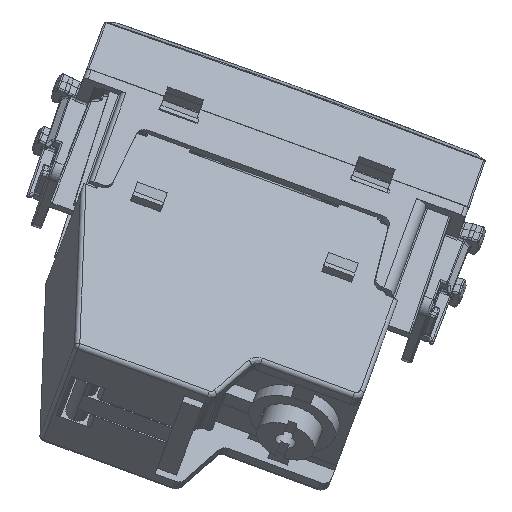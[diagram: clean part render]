
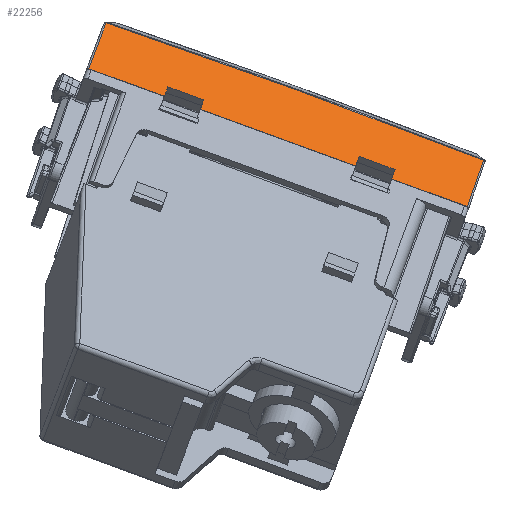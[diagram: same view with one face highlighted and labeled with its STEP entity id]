
A CAD part, left-side view. The second image highlights one B-rep face of the part: STEP entity #22256.
In plain terms, the highlighted face is planar.
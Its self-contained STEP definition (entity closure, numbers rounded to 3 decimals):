
#17652=CARTESIAN_POINT('Line Origine',(17.805,-11.175,1.275)) ;
#17656=CARTESIAN_POINT('Vertex',(13.361,-11.175,1.275)) ;
#17658=CARTESIAN_POINT('Vertex',(22.25,-11.175,1.275)) ;
#17717=CARTESIAN_POINT('Vertex',(9.139,-11.163,2.611)) ;
#17732=CARTESIAN_POINT('Vertex',(13.361,-11.163,2.611)) ;
#17735=CARTESIAN_POINT('Line Origine',(0.029,-11.163,2.611)) ;
#17765=CARTESIAN_POINT('Vertex',(-13.361,-11.175,1.275)) ;
#17768=CARTESIAN_POINT('Line Origine',(-17.805,-11.175,1.275)) ;
#17772=CARTESIAN_POINT('Vertex',(-22.25,-11.175,1.275)) ;
#17814=CARTESIAN_POINT('Vertex',(-9.139,-11.163,2.611)) ;
#17817=CARTESIAN_POINT('Line Origine',(0.029,-11.163,2.611)) ;
#17821=CARTESIAN_POINT('Vertex',(-13.361,-11.163,2.611)) ;
#17855=CARTESIAN_POINT('Vertex',(9.139,-11.175,1.275)) ;
#17858=CARTESIAN_POINT('Line Origine',(0.,-11.175,1.275)) ;
#17862=CARTESIAN_POINT('Vertex',(-9.139,-11.175,1.275)) ;
#20963=CARTESIAN_POINT('Control Point',(-9.139,-11.175,1.275)) ;
#20964=CARTESIAN_POINT('Control Point',(-9.139,-11.163,2.611)) ;
#21008=CARTESIAN_POINT('Control Point',(-13.361,-11.175,1.275)) ;
#21009=CARTESIAN_POINT('Control Point',(-13.361,-11.163,2.611)) ;
#21087=CARTESIAN_POINT('Control Point',(9.139,-11.175,1.275)) ;
#21088=CARTESIAN_POINT('Control Point',(9.139,-11.163,2.611)) ;
#21116=CARTESIAN_POINT('Control Point',(13.361,-11.175,1.275)) ;
#21117=CARTESIAN_POINT('Control Point',(13.361,-11.163,2.611)) ;
#21818=CARTESIAN_POINT('Line Origine',(-22.259,-11.184,0.275)) ;
#21822=CARTESIAN_POINT('Vertex',(-22.193,-11.118,7.793)) ;
#21987=CARTESIAN_POINT('Line Origine',(22.259,-11.184,0.275)) ;
#21991=CARTESIAN_POINT('Vertex',(22.193,-11.118,7.793)) ;
#22217=CARTESIAN_POINT('Axis2P3D Location',(0.,-11.175,1.275)) ;
#22223=CARTESIAN_POINT('Control Point',(22.193,-11.118,7.793)) ;
#22224=CARTESIAN_POINT('Control Point',(22.189,-11.118,7.797)) ;
#22225=CARTESIAN_POINT('Vertex',(22.189,-11.118,7.797)) ;
#22229=CARTESIAN_POINT('Control Point',(-22.189,-11.118,7.797)) ;
#22230=CARTESIAN_POINT('Control Point',(-7.4,-11.115,8.191)) ;
#22231=CARTESIAN_POINT('Control Point',(7.4,-11.115,8.191)) ;
#22232=CARTESIAN_POINT('Control Point',(22.189,-11.118,7.797)) ;
#22233=CARTESIAN_POINT('Vertex',(-22.189,-11.118,7.797)) ;
#22237=CARTESIAN_POINT('Control Point',(-22.189,-11.118,7.797)) ;
#22238=CARTESIAN_POINT('Control Point',(-22.193,-11.118,7.793)) ;
#17653=DIRECTION('Vector Direction',(-1.,0.,0.)) ;
#17736=DIRECTION('Vector Direction',(-1.,0.,0.)) ;
#17769=DIRECTION('Vector Direction',(-1.,0.,0.)) ;
#17818=DIRECTION('Vector Direction',(-1.,0.,0.)) ;
#17859=DIRECTION('Vector Direction',(-1.,0.,0.)) ;
#21819=DIRECTION('Vector Direction',(0.009,0.009,1.)) ;
#21988=DIRECTION('Vector Direction',(-0.009,0.009,1.)) ;
#22218=DIRECTION('Axis2P3D Direction',(0.,-1.,0.009)) ;
#22219=DIRECTION('Axis2P3D XDirection',(-1.,0.,0.)) ;
#22220=AXIS2_PLACEMENT_3D('Plane Axis2P3D',#22217,#22218,#22219) ;
#22241=ORIENTED_EDGE('',*,*,#21824,.F.) ;
#22242=ORIENTED_EDGE('',*,*,#17774,.T.) ;
#22243=ORIENTED_EDGE('',*,*,#21010,.F.) ;
#22244=ORIENTED_EDGE('',*,*,#17823,.F.) ;
#22245=ORIENTED_EDGE('',*,*,#20965,.T.) ;
#22246=ORIENTED_EDGE('',*,*,#17864,.T.) ;
#22247=ORIENTED_EDGE('',*,*,#21089,.T.) ;
#22248=ORIENTED_EDGE('',*,*,#17739,.F.) ;
#22249=ORIENTED_EDGE('',*,*,#21118,.F.) ;
#22250=ORIENTED_EDGE('',*,*,#17660,.T.) ;
#22251=ORIENTED_EDGE('',*,*,#21993,.F.) ;
#22252=ORIENTED_EDGE('',*,*,#22227,.F.) ;
#22253=ORIENTED_EDGE('',*,*,#22235,.F.) ;
#22254=ORIENTED_EDGE('',*,*,#22239,.F.) ;
#17654=VECTOR('Line Direction',#17653,1.) ;
#17737=VECTOR('Line Direction',#17736,1.) ;
#17770=VECTOR('Line Direction',#17769,1.) ;
#17819=VECTOR('Line Direction',#17818,1.) ;
#17860=VECTOR('Line Direction',#17859,1.) ;
#21820=VECTOR('Line Direction',#21819,1.) ;
#21989=VECTOR('Line Direction',#21988,1.) ;
#22256=ADVANCED_FACE('PartBody',(#22255),#22221,.T.) ;
#20962=B_SPLINE_CURVE_WITH_KNOTS('',1,(#20963,#20964),.UNSPECIFIED.,.F.,.U.,(2,2),(-0.668,0.668),.UNSPECIFIED.) ;
#21007=B_SPLINE_CURVE_WITH_KNOTS('',1,(#21008,#21009),.UNSPECIFIED.,.F.,.U.,(2,2),(-4.663,-3.327),.UNSPECIFIED.) ;
#21086=B_SPLINE_CURVE_WITH_KNOTS('',1,(#21087,#21088),.UNSPECIFIED.,.F.,.U.,(2,2),(-0.668,0.668),.UNSPECIFIED.) ;
#21115=B_SPLINE_CURVE_WITH_KNOTS('',1,(#21116,#21117),.UNSPECIFIED.,.F.,.U.,(2,2),(-4.663,-3.327),.UNSPECIFIED.) ;
#22222=B_SPLINE_CURVE_WITH_KNOTS('',1,(#22223,#22224),.UNSPECIFIED.,.F.,.U.,(2,2),(4.325,4.33),.UNSPECIFIED.) ;
#22228=B_SPLINE_CURVE_WITH_KNOTS('',3,(#22229,#22230,#22231,#22232),.UNSPECIFIED.,.F.,.U.,(4,4),(15.536,92.446),.UNSPECIFIED.) ;
#22236=B_SPLINE_CURVE_WITH_KNOTS('',1,(#22237,#22238),.UNSPECIFIED.,.F.,.U.,(2,2),(-4.33,-4.325),.UNSPECIFIED.) ;
#17660=EDGE_CURVE('',#17657,#17659,#17655,.F.) ;
#17739=EDGE_CURVE('',#17733,#17718,#17738,.T.) ;
#17774=EDGE_CURVE('',#17773,#17766,#17771,.F.) ;
#17823=EDGE_CURVE('',#17815,#17822,#17820,.T.) ;
#17864=EDGE_CURVE('',#17863,#17856,#17861,.F.) ;
#20965=EDGE_CURVE('',#17815,#17863,#20962,.F.) ;
#21010=EDGE_CURVE('',#17822,#17766,#21007,.F.) ;
#21089=EDGE_CURVE('',#17856,#17718,#21086,.T.) ;
#21118=EDGE_CURVE('',#17657,#17733,#21115,.T.) ;
#21824=EDGE_CURVE('',#17773,#21823,#21821,.T.) ;
#21993=EDGE_CURVE('',#21992,#17659,#21990,.F.) ;
#22227=EDGE_CURVE('',#22226,#21992,#22222,.F.) ;
#22235=EDGE_CURVE('',#22234,#22226,#22228,.T.) ;
#22239=EDGE_CURVE('',#21823,#22234,#22236,.F.) ;
#22240=EDGE_LOOP('',(#22241,#22242,#22243,#22244,#22245,#22246,#22247,#22248,#22249,#22250,#22251,#22252,#22253,#22254)) ;
#22255=FACE_OUTER_BOUND('',#22240,.T.) ;
#17655=LINE('Line',#17652,#17654) ;
#17738=LINE('Line',#17735,#17737) ;
#17771=LINE('Line',#17768,#17770) ;
#17820=LINE('Line',#17817,#17819) ;
#17861=LINE('Line',#17858,#17860) ;
#21821=LINE('Line',#21818,#21820) ;
#21990=LINE('Line',#21987,#21989) ;
#22221=PLANE('',#22220) ;
#17657=VERTEX_POINT('',#17656) ;
#17659=VERTEX_POINT('',#17658) ;
#17718=VERTEX_POINT('',#17717) ;
#17733=VERTEX_POINT('',#17732) ;
#17766=VERTEX_POINT('',#17765) ;
#17773=VERTEX_POINT('',#17772) ;
#17815=VERTEX_POINT('',#17814) ;
#17822=VERTEX_POINT('',#17821) ;
#17856=VERTEX_POINT('',#17855) ;
#17863=VERTEX_POINT('',#17862) ;
#21823=VERTEX_POINT('',#21822) ;
#21992=VERTEX_POINT('',#21991) ;
#22226=VERTEX_POINT('',#22225) ;
#22234=VERTEX_POINT('',#22233) ;
